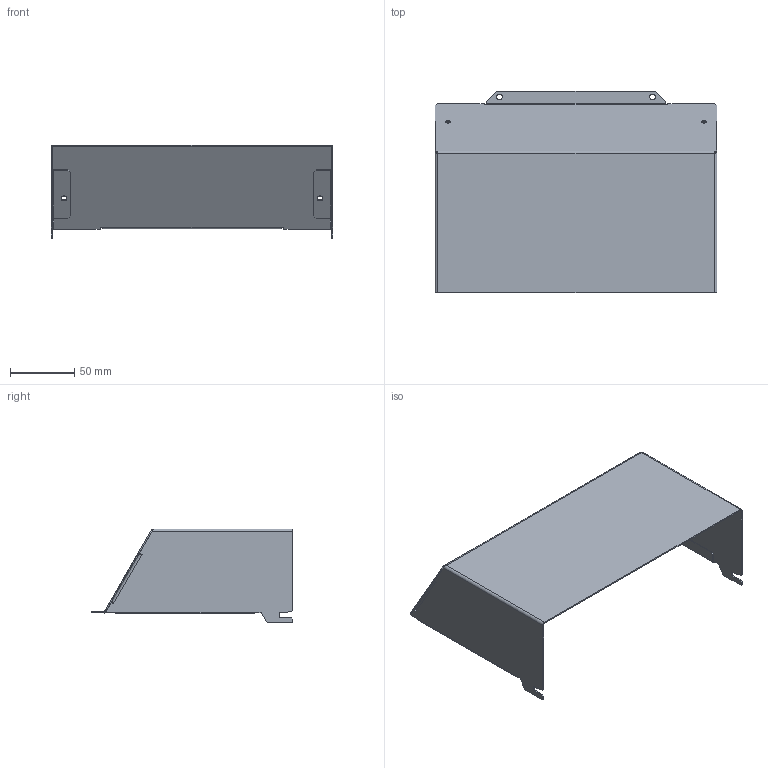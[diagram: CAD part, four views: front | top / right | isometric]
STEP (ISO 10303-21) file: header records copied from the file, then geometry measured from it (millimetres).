
FILE_DESCRIPTION((''),'2;1');
FILE_NAME('KG-8412-8512-INTERNAL-AIR-DUCT','2024-10-22T11:17:44',('lukes'),(''),'CREO PARAMETRIC BY PTC INC, 2023294','CREO PARAMETRIC BY PTC INC, 2023294','');
FILE_SCHEMA(('AUTOMOTIVE_DESIGN { 1 0 10303 214 1 1 1 1 }'));
Length unit declared in the file: millimetre
Products named in the file (1): KG-8412-8512-INTERNAL-AIR-DUCT
Bounding box: 219 x 156.83 x 73 mm (x, y, z)
Volume: 61025.1 mm3; surface area: 123470.6 mm2
Topology: 1 solids, 1 shells, 134 faces, 336 edges, 222 vertices
Faces by surface type: plane 104, cylinder 26, bspline 4
Entity records: 5972 total; most frequent: CARTESIAN_POINT 881, DIRECTION 686, ORIENTED_EDGE 664, PRESENTATION_STYLE_ASSIGNMENT 347, STYLED_ITEM 347, CURVE_STYLE 346, EDGE_CURVE 332, VECTOR 299
